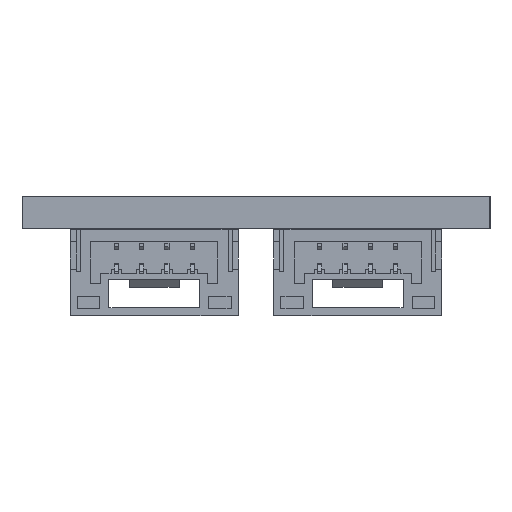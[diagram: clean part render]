
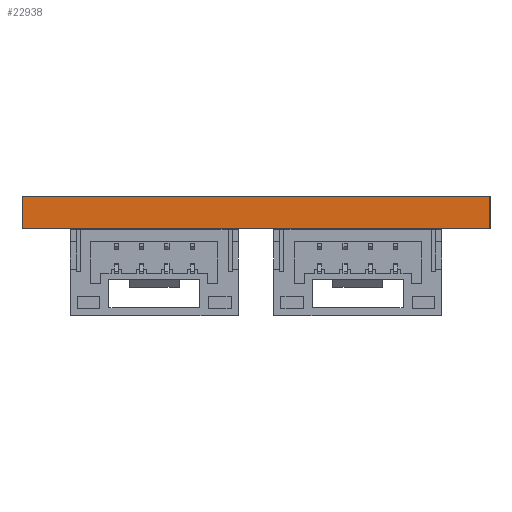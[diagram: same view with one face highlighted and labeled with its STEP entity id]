
A CAD part, left-side view. The second image highlights one B-rep face of the part: STEP entity #22938.
In plain terms, the highlighted planar face has unit normal (-1, 0, 0).
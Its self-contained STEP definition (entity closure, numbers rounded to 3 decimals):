
#21791 = PLANE('',#21792);
#21792 = AXIS2_PLACEMENT_3D('',#21793,#21794,#21795);
#21793 = CARTESIAN_POINT('',(12.5,11.5,0.));
#21794 = DIRECTION('',(-0.,-0.,-1.));
#21795 = DIRECTION('',(-1.,0.,0.));
#21847 = PLANE('',#21848);
#21848 = AXIS2_PLACEMENT_3D('',#21849,#21850,#21851);
#21849 = CARTESIAN_POINT('',(12.5,11.5,1.6));
#21850 = DIRECTION('',(-0.,-0.,-1.));
#21851 = DIRECTION('',(-1.,0.,0.));
#22063 = VERTEX_POINT('',#22064);
#22064 = CARTESIAN_POINT('',(0.,-0.,0.));
#22078 = PLANE('',#22079);
#22079 = AXIS2_PLACEMENT_3D('',#22080,#22081,#22082);
#22080 = CARTESIAN_POINT('',(25.,0.,0.));
#22081 = DIRECTION('',(0.,-1.,0.));
#22082 = DIRECTION('',(-1.,0.,0.));
#22090 = EDGE_CURVE('',#22063,#22091,#22093,.T.);
#22091 = VERTEX_POINT('',#22092);
#22092 = CARTESIAN_POINT('',(0.,23.,0.));
#22093 = SURFACE_CURVE('',#22094,(#22098,#22105),.PCURVE_S1.);
#22094 = LINE('',#22095,#22096);
#22095 = CARTESIAN_POINT('',(0.,-0.,0.));
#22096 = VECTOR('',#22097,1.);
#22097 = DIRECTION('',(0.,1.,0.));
#22098 = PCURVE('',#21791,#22099);
#22099 = DEFINITIONAL_REPRESENTATION('',(#22100),#22104);
#22100 = LINE('',#22101,#22102);
#22101 = CARTESIAN_POINT('',(12.5,-11.5));
#22102 = VECTOR('',#22103,1.);
#22103 = DIRECTION('',(0.,1.));
#22104 = ( GEOMETRIC_REPRESENTATION_CONTEXT(2) 
PARAMETRIC_REPRESENTATION_CONTEXT() REPRESENTATION_CONTEXT('2D SPACE',''
  ) );
#22105 = PCURVE('',#22106,#22111);
#22106 = PLANE('',#22107);
#22107 = AXIS2_PLACEMENT_3D('',#22108,#22109,#22110);
#22108 = CARTESIAN_POINT('',(0.,0.,0.));
#22109 = DIRECTION('',(-1.,0.,0.));
#22110 = DIRECTION('',(0.,1.,0.));
#22111 = DEFINITIONAL_REPRESENTATION('',(#22112),#22116);
#22112 = LINE('',#22113,#22114);
#22113 = CARTESIAN_POINT('',(0.,0.));
#22114 = VECTOR('',#22115,1.);
#22115 = DIRECTION('',(1.,0.));
#22116 = ( GEOMETRIC_REPRESENTATION_CONTEXT(2) 
PARAMETRIC_REPRESENTATION_CONTEXT() REPRESENTATION_CONTEXT('2D SPACE',''
  ) );
#22134 = PLANE('',#22135);
#22135 = AXIS2_PLACEMENT_3D('',#22136,#22137,#22138);
#22136 = CARTESIAN_POINT('',(0.,23.,0.));
#22137 = DIRECTION('',(0.,1.,0.));
#22138 = DIRECTION('',(1.,0.,0.));
#22510 = VERTEX_POINT('',#22511);
#22511 = CARTESIAN_POINT('',(0.,0.,1.6));
#22532 = EDGE_CURVE('',#22510,#22533,#22535,.T.);
#22533 = VERTEX_POINT('',#22534);
#22534 = CARTESIAN_POINT('',(0.,23.,1.6));
#22535 = SURFACE_CURVE('',#22536,(#22540,#22547),.PCURVE_S1.);
#22536 = LINE('',#22537,#22538);
#22537 = CARTESIAN_POINT('',(0.,0.,1.6));
#22538 = VECTOR('',#22539,1.);
#22539 = DIRECTION('',(0.,1.,0.));
#22540 = PCURVE('',#21847,#22541);
#22541 = DEFINITIONAL_REPRESENTATION('',(#22542),#22546);
#22542 = LINE('',#22543,#22544);
#22543 = CARTESIAN_POINT('',(12.5,-11.5));
#22544 = VECTOR('',#22545,1.);
#22545 = DIRECTION('',(0.,1.));
#22546 = ( GEOMETRIC_REPRESENTATION_CONTEXT(2) 
PARAMETRIC_REPRESENTATION_CONTEXT() REPRESENTATION_CONTEXT('2D SPACE',''
  ) );
#22547 = PCURVE('',#22106,#22548);
#22548 = DEFINITIONAL_REPRESENTATION('',(#22549),#22553);
#22549 = LINE('',#22550,#22551);
#22550 = CARTESIAN_POINT('',(0.,-1.6));
#22551 = VECTOR('',#22552,1.);
#22552 = DIRECTION('',(1.,0.));
#22553 = ( GEOMETRIC_REPRESENTATION_CONTEXT(2) 
PARAMETRIC_REPRESENTATION_CONTEXT() REPRESENTATION_CONTEXT('2D SPACE',''
  ) );
#22916 = EDGE_CURVE('',#22091,#22533,#22917,.T.);
#22917 = SURFACE_CURVE('',#22918,(#22922,#22929),.PCURVE_S1.);
#22918 = LINE('',#22919,#22920);
#22919 = CARTESIAN_POINT('',(0.,23.,0.));
#22920 = VECTOR('',#22921,1.);
#22921 = DIRECTION('',(0.,0.,1.));
#22922 = PCURVE('',#22134,#22923);
#22923 = DEFINITIONAL_REPRESENTATION('',(#22924),#22928);
#22924 = LINE('',#22925,#22926);
#22925 = CARTESIAN_POINT('',(0.,0.));
#22926 = VECTOR('',#22927,1.);
#22927 = DIRECTION('',(0.,-1.));
#22928 = ( GEOMETRIC_REPRESENTATION_CONTEXT(2) 
PARAMETRIC_REPRESENTATION_CONTEXT() REPRESENTATION_CONTEXT('2D SPACE',''
  ) );
#22929 = PCURVE('',#22106,#22930);
#22930 = DEFINITIONAL_REPRESENTATION('',(#22931),#22935);
#22931 = LINE('',#22932,#22933);
#22932 = CARTESIAN_POINT('',(23.,0.));
#22933 = VECTOR('',#22934,1.);
#22934 = DIRECTION('',(0.,-1.));
#22935 = ( GEOMETRIC_REPRESENTATION_CONTEXT(2) 
PARAMETRIC_REPRESENTATION_CONTEXT() REPRESENTATION_CONTEXT('2D SPACE',''
  ) );
#22938 = ADVANCED_FACE('',(#22939),#22106,.T.);
#22939 = FACE_BOUND('',#22940,.T.);
#22940 = EDGE_LOOP('',(#22941,#22962,#22963,#22964));
#22941 = ORIENTED_EDGE('',*,*,#22942,.T.);
#22942 = EDGE_CURVE('',#22063,#22510,#22943,.T.);
#22943 = SURFACE_CURVE('',#22944,(#22948,#22955),.PCURVE_S1.);
#22944 = LINE('',#22945,#22946);
#22945 = CARTESIAN_POINT('',(0.,-0.,0.));
#22946 = VECTOR('',#22947,1.);
#22947 = DIRECTION('',(0.,0.,1.));
#22948 = PCURVE('',#22106,#22949);
#22949 = DEFINITIONAL_REPRESENTATION('',(#22950),#22954);
#22950 = LINE('',#22951,#22952);
#22951 = CARTESIAN_POINT('',(0.,0.));
#22952 = VECTOR('',#22953,1.);
#22953 = DIRECTION('',(0.,-1.));
#22954 = ( GEOMETRIC_REPRESENTATION_CONTEXT(2) 
PARAMETRIC_REPRESENTATION_CONTEXT() REPRESENTATION_CONTEXT('2D SPACE',''
  ) );
#22955 = PCURVE('',#22078,#22956);
#22956 = DEFINITIONAL_REPRESENTATION('',(#22957),#22961);
#22957 = LINE('',#22958,#22959);
#22958 = CARTESIAN_POINT('',(25.,0.));
#22959 = VECTOR('',#22960,1.);
#22960 = DIRECTION('',(0.,-1.));
#22961 = ( GEOMETRIC_REPRESENTATION_CONTEXT(2) 
PARAMETRIC_REPRESENTATION_CONTEXT() REPRESENTATION_CONTEXT('2D SPACE',''
  ) );
#22962 = ORIENTED_EDGE('',*,*,#22532,.T.);
#22963 = ORIENTED_EDGE('',*,*,#22916,.F.);
#22964 = ORIENTED_EDGE('',*,*,#22090,.F.);
